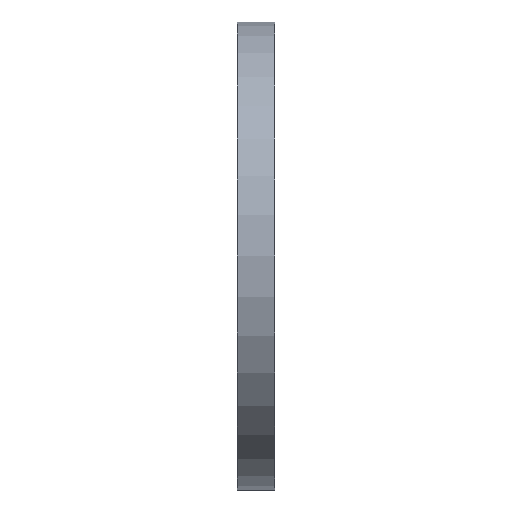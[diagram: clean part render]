
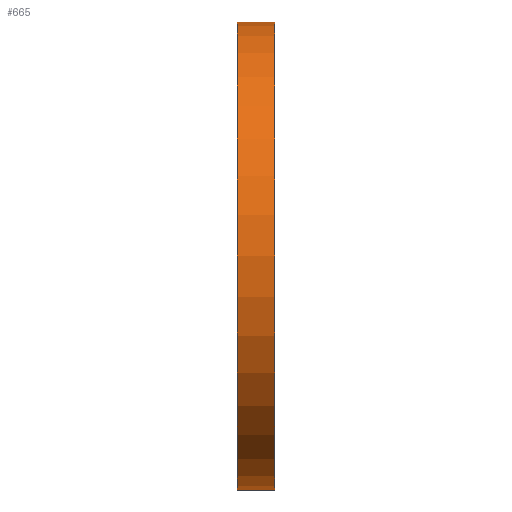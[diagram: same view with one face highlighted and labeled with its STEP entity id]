
A CAD part, left-side view. The second image highlights one B-rep face of the part: STEP entity #665.
In plain terms, the highlighted cylindrical face has radius 25 mm (diameter 50 mm), a partial arc.
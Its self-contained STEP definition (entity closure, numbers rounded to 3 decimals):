
#47 = ORIENTED_EDGE ( 'NONE', *, *, #1585, .T. ) ;
#49 = FACE_OUTER_BOUND ( 'NONE', #405, .T. ) ;
#68 = DIRECTION ( 'NONE',  ( 0., 0., -1. ) ) ;
#122 = CIRCLE ( 'NONE', #969, 25. ) ;
#136 = CARTESIAN_POINT ( 'NONE',  ( 0., 4., 25. ) ) ;
#178 = VERTEX_POINT ( 'NONE', #612 ) ;
#265 = ORIENTED_EDGE ( 'NONE', *, *, #545, .F. ) ;
#267 = CARTESIAN_POINT ( 'NONE',  ( 0., 4., 0. ) ) ;
#305 = VECTOR ( 'NONE', #1889, 1000. ) ;
#317 = DIRECTION ( 'NONE',  ( 0., 1., 0. ) ) ;
#405 = EDGE_LOOP ( 'NONE', ( #265, #980, #754, #47 ) ) ;
#418 = CARTESIAN_POINT ( 'NONE',  ( 0., 0., -25. ) ) ;
#455 = AXIS2_PLACEMENT_3D ( 'NONE', #1469, #468, #68 ) ;
#468 = DIRECTION ( 'NONE',  ( 0., -1., 0. ) ) ;
#545 = EDGE_CURVE ( 'NONE', #1274, #178, #589, .T. ) ;
#589 = LINE ( 'NONE', #136, #305 ) ;
#612 = CARTESIAN_POINT ( 'NONE',  ( 0., 0., 25. ) ) ;
#665 = ADVANCED_FACE ( 'NONE', ( #49 ), #1496, .T. ) ;
#698 = CARTESIAN_POINT ( 'NONE',  ( 0., 4., -25. ) ) ;
#754 = ORIENTED_EDGE ( 'NONE', *, *, #1400, .T. ) ;
#872 = DIRECTION ( 'NONE',  ( 0., 0., 1. ) ) ;
#878 = EDGE_CURVE ( 'NONE', #1650, #1274, #122, .T. ) ;
#969 = AXIS2_PLACEMENT_3D ( 'NONE', #267, #1418, #1723 ) ;
#980 = ORIENTED_EDGE ( 'NONE', *, *, #878, .F. ) ;
#983 = LINE ( 'NONE', #698, #1083 ) ;
#1053 = CIRCLE ( 'NONE', #1361, 25. ) ;
#1072 = CARTESIAN_POINT ( 'NONE',  ( 0., 0., 0. ) ) ;
#1083 = VECTOR ( 'NONE', #1131, 1000. ) ;
#1131 = DIRECTION ( 'NONE',  ( 0., -1., 0. ) ) ;
#1274 = VERTEX_POINT ( 'NONE', #1508 ) ;
#1361 = AXIS2_PLACEMENT_3D ( 'NONE', #1072, #317, #872 ) ;
#1400 = EDGE_CURVE ( 'NONE', #1650, #1466, #983, .T. ) ;
#1418 = DIRECTION ( 'NONE',  ( 0., 1., 0. ) ) ;
#1466 = VERTEX_POINT ( 'NONE', #418 ) ;
#1469 = CARTESIAN_POINT ( 'NONE',  ( 0., 4., 0. ) ) ;
#1496 = CYLINDRICAL_SURFACE ( 'NONE', #455, 25. ) ;
#1508 = CARTESIAN_POINT ( 'NONE',  ( 0., 4., 25. ) ) ;
#1538 = CARTESIAN_POINT ( 'NONE',  ( 0., 4., -25. ) ) ;
#1585 = EDGE_CURVE ( 'NONE', #1466, #178, #1053, .T. ) ;
#1650 = VERTEX_POINT ( 'NONE', #1538 ) ;
#1723 = DIRECTION ( 'NONE',  ( 0., 0., 1. ) ) ;
#1889 = DIRECTION ( 'NONE',  ( 0., -1., 0. ) ) ;
